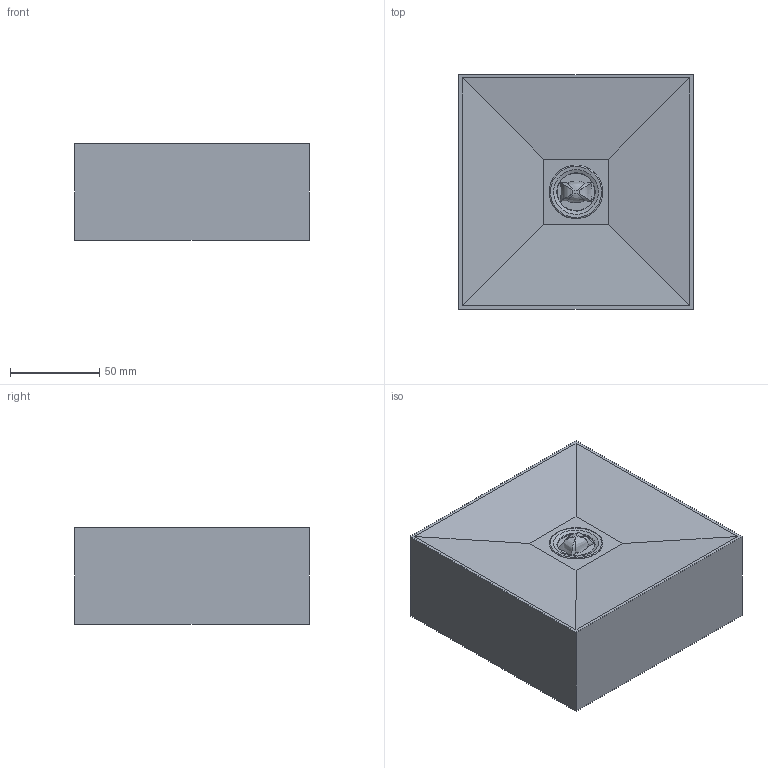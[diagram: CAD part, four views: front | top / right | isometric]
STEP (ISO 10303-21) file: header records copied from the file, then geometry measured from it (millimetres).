
FILE_DESCRIPTION(/* description */ (''),/* implementation_level */ '2;1');
FILE_NAME(/* name */ 'LVD_simple v2.step',/* time_stamp */ '2024-01-16T12:26:43+01:00',/* author */ (''),/* organization */ (''),/* preprocessor_version */ 'ST-DEVELOPER v20',/* originating_system */ 'Autodesk Translation Framework v12.14.0.127',/* authorisation */ '');
FILE_SCHEMA (('AUTOMOTIVE_DESIGN { 1 0 10303 214 3 1 1 }'));
Length unit declared in the file: millimetre
Products named in the file (5): LVD_simple; Light_Engine_simple v2; modul_led; Haltering; Linse
Assembly tree (4 placements, depth 4):
  LVD_simple
    Light_Engine_simple v2
      modul_led
        Haltering
        Linse
Bounding box: 131.85 x 131.85 x 54.3 mm (x, y, z)
Volume: 907899.5 mm3; surface area: 66227.8 mm2
Topology: 3 solids, 3 shells, 53 faces, 142 edges, 88 vertices
Faces by surface type: bspline 23, plane 18, cone 7, cylinder 3, torus 2
Full cylindrical faces by diameter (mm): 25.4 x1, 30 x2
Entity records: 12320 total; most frequent: CARTESIAN_POINT 11066, ORIENTED_EDGE 260, DIRECTION 177, EDGE_CURVE 130, VERTEX_POINT 88, AXIS2_PLACEMENT_3D 61, EDGE_LOOP 60, LINE 55
